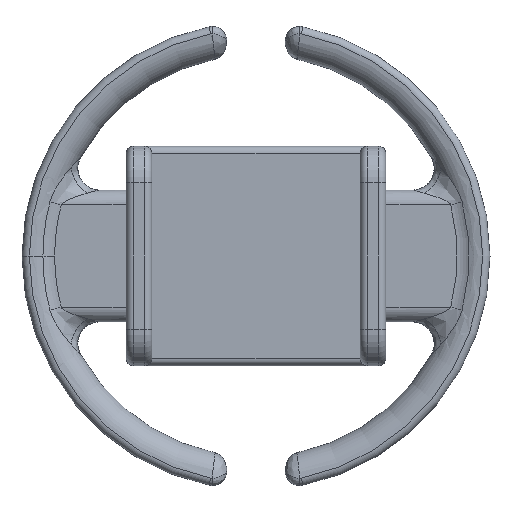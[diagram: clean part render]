
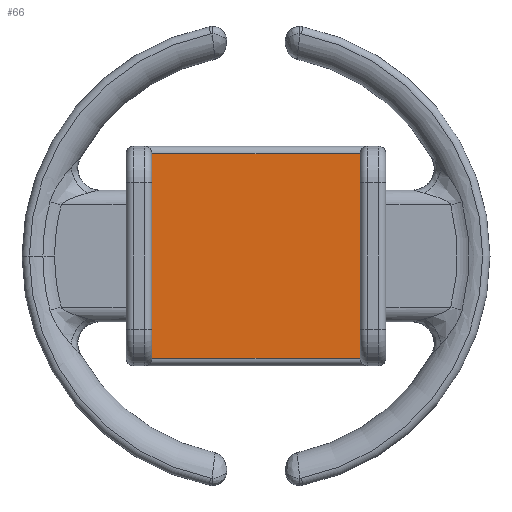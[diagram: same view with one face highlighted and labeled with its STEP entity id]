
A CAD part, left-side view. The second image highlights one B-rep face of the part: STEP entity #66.
In plain terms, the highlighted planar face has unit normal (-1, 0, 0).
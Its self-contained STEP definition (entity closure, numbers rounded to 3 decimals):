
#66 = ADVANCED_FACE ( 'NONE', ( #4407 ), #3749, .F. ) ;
#261 = CARTESIAN_POINT ( 'NONE',  ( 9.5, 14.25, 29. ) ) ;
#262 = AXIS2_PLACEMENT_3D ( 'NONE', #4448, #6588, #5844 ) ;
#1518 = CARTESIAN_POINT ( 'NONE',  ( 9.5, -14.25, 30. ) ) ;
#1558 = DIRECTION ( 'NONE',  ( 0., 0., -1. ) ) ;
#1979 = DIRECTION ( 'NONE',  ( 0., 0., -1. ) ) ;
#2073 = CARTESIAN_POINT ( 'NONE',  ( 9.5, 14.25, 1. ) ) ;
#2146 = VERTEX_POINT ( 'NONE', #5760 ) ;
#2994 = CARTESIAN_POINT ( 'NONE',  ( 9.5, -14.25, 1. ) ) ;
#2995 = EDGE_CURVE ( 'NONE', #4191, #6248, #4027, .T. ) ;
#3323 = DIRECTION ( 'NONE',  ( 0., 1., 0. ) ) ;
#3512 = EDGE_CURVE ( 'NONE', #2146, #4157, #4827, .T. ) ;
#3542 = ORIENTED_EDGE ( 'NONE', *, *, #6475, .T. ) ;
#3749 = PLANE ( 'NONE',  #262 ) ;
#3801 = VECTOR ( 'NONE', #1979, 1000. ) ;
#3977 = ORIENTED_EDGE ( 'NONE', *, *, #2995, .T. ) ;
#4027 = LINE ( 'NONE', #6809, #4719 ) ;
#4157 = VERTEX_POINT ( 'NONE', #2994 ) ;
#4191 = VERTEX_POINT ( 'NONE', #4507 ) ;
#4201 = CARTESIAN_POINT ( 'NONE',  ( 9.5, 14.25, 30. ) ) ;
#4407 = FACE_OUTER_BOUND ( 'NONE', #8219, .T. ) ;
#4408 = LINE ( 'NONE', #1518, #8980 ) ;
#4448 = CARTESIAN_POINT ( 'NONE',  ( 9.5, 14.25, 30. ) ) ;
#4507 = CARTESIAN_POINT ( 'NONE',  ( 9.5, -14.25, 29. ) ) ;
#4592 = EDGE_CURVE ( 'NONE', #4191, #4157, #4408, .T. ) ;
#4719 = VECTOR ( 'NONE', #3323, 1000. ) ;
#4827 = LINE ( 'NONE', #2073, #5450 ) ;
#5450 = VECTOR ( 'NONE', #6331, 1000. ) ;
#5760 = CARTESIAN_POINT ( 'NONE',  ( 9.5, 14.25, 1. ) ) ;
#5844 = DIRECTION ( 'NONE',  ( 0., 0., -1. ) ) ;
#6248 = VERTEX_POINT ( 'NONE', #261 ) ;
#6331 = DIRECTION ( 'NONE',  ( 0., -1., 0. ) ) ;
#6436 = ORIENTED_EDGE ( 'NONE', *, *, #4592, .F. ) ;
#6475 = EDGE_CURVE ( 'NONE', #6248, #2146, #8270, .T. ) ;
#6588 = DIRECTION ( 'NONE',  ( 1., 0., 0. ) ) ;
#6700 = ORIENTED_EDGE ( 'NONE', *, *, #3512, .T. ) ;
#6809 = CARTESIAN_POINT ( 'NONE',  ( 9.5, 14.25, 29. ) ) ;
#8219 = EDGE_LOOP ( 'NONE', ( #3542, #6700, #6436, #3977 ) ) ;
#8270 = LINE ( 'NONE', #4201, #3801 ) ;
#8980 = VECTOR ( 'NONE', #1558, 1000. ) ;
